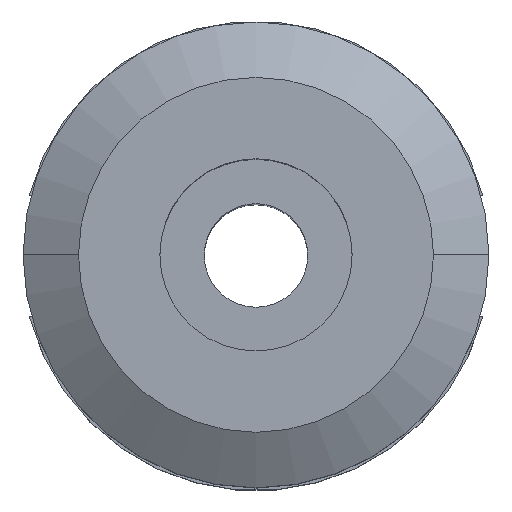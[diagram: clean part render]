
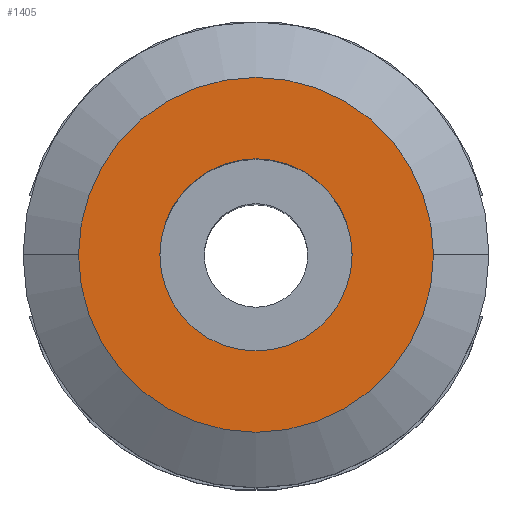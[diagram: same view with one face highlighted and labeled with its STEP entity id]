
A CAD part, top view. The second image highlights one B-rep face of the part: STEP entity #1405.
In plain terms, the highlighted planar face has unit normal (0, 0, 1).
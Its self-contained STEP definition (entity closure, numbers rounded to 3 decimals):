
#79 = DIRECTION ( 'NONE',  ( -1., 0., 0. ) ) ;
#133 = PLANE ( 'NONE',  #1039 ) ;
#231 = CARTESIAN_POINT ( 'NONE',  ( 0., 0., 101.6 ) ) ;
#351 = DIRECTION ( 'NONE',  ( 0., 0., -1. ) ) ;
#393 = EDGE_CURVE ( 'NONE', #527, #1001, #1780, .T. ) ;
#428 = ORIENTED_EDGE ( 'NONE', *, *, #523, .T. ) ;
#454 = AXIS2_PLACEMENT_3D ( 'NONE', #1198, #1955, #1053 ) ;
#462 = ORIENTED_EDGE ( 'NONE', *, *, #1615, .T. ) ;
#512 = CARTESIAN_POINT ( 'NONE',  ( 13., 0., 101.6 ) ) ;
#518 = AXIS2_PLACEMENT_3D ( 'NONE', #795, #351, #1848 ) ;
#522 = CIRCLE ( 'NONE', #518, 13. ) ;
#523 = EDGE_CURVE ( 'NONE', #859, #921, #522, .T. ) ;
#527 = VERTEX_POINT ( 'NONE', #1703 ) ;
#617 = CIRCLE ( 'NONE', #1214, 24. ) ;
#634 = AXIS2_PLACEMENT_3D ( 'NONE', #1016, #1640, #1934 ) ;
#795 = CARTESIAN_POINT ( 'NONE',  ( 0., 0., 101.6 ) ) ;
#859 = VERTEX_POINT ( 'NONE', #1548 ) ;
#862 = EDGE_LOOP ( 'NONE', ( #428, #462 ) ) ;
#921 = VERTEX_POINT ( 'NONE', #512 ) ;
#1001 = VERTEX_POINT ( 'NONE', #1568 ) ;
#1016 = CARTESIAN_POINT ( 'NONE',  ( 0., 0., 101.6 ) ) ;
#1039 = AXIS2_PLACEMENT_3D ( 'NONE', #1207, #1066, #1952 ) ;
#1053 = DIRECTION ( 'NONE',  ( -1., 0., 0. ) ) ;
#1066 = DIRECTION ( 'NONE',  ( 0., 0., 1. ) ) ;
#1165 = FACE_BOUND ( 'NONE', #862, .T. ) ;
#1198 = CARTESIAN_POINT ( 'NONE',  ( 0., 0., 101.6 ) ) ;
#1207 = CARTESIAN_POINT ( 'NONE',  ( 0., 24., 101.6 ) ) ;
#1214 = AXIS2_PLACEMENT_3D ( 'NONE', #231, #1291, #79 ) ;
#1238 = EDGE_CURVE ( 'NONE', #1001, #527, #617, .T. ) ;
#1291 = DIRECTION ( 'NONE',  ( 0., 0., -1. ) ) ;
#1294 = ORIENTED_EDGE ( 'NONE', *, *, #1238, .F. ) ;
#1376 = ORIENTED_EDGE ( 'NONE', *, *, #393, .F. ) ;
#1405 = ADVANCED_FACE ( 'NONE', ( #1165, #1443 ), #133, .T. ) ;
#1443 = FACE_OUTER_BOUND ( 'NONE', #1752, .T. ) ;
#1548 = CARTESIAN_POINT ( 'NONE',  ( -13., 0., 101.6 ) ) ;
#1568 = CARTESIAN_POINT ( 'NONE',  ( -24., 0., 101.6 ) ) ;
#1615 = EDGE_CURVE ( 'NONE', #921, #859, #1777, .T. ) ;
#1640 = DIRECTION ( 'NONE',  ( 0., 0., -1. ) ) ;
#1703 = CARTESIAN_POINT ( 'NONE',  ( 24., 0., 101.6 ) ) ;
#1752 = EDGE_LOOP ( 'NONE', ( #1294, #1376 ) ) ;
#1777 = CIRCLE ( 'NONE', #634, 13. ) ;
#1780 = CIRCLE ( 'NONE', #454, 24. ) ;
#1848 = DIRECTION ( 'NONE',  ( -1., 0., 0. ) ) ;
#1934 = DIRECTION ( 'NONE',  ( -1., 0., 0. ) ) ;
#1952 = DIRECTION ( 'NONE',  ( 1., 0., 0. ) ) ;
#1955 = DIRECTION ( 'NONE',  ( 0., 0., -1. ) ) ;
